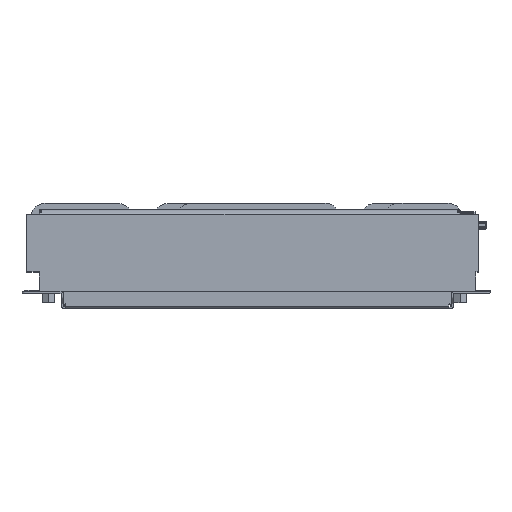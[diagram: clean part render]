
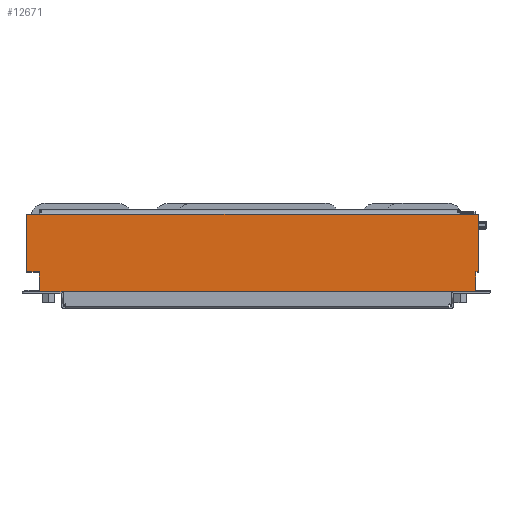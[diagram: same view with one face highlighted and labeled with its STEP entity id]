
A CAD part, top view. The second image highlights one B-rep face of the part: STEP entity #12671.
In plain terms, the highlighted planar face has unit normal (0, 0, 1).
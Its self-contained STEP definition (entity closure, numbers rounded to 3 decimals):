
#1565=FACE_OUTER_BOUND('',#2285,.T.);
#2285=EDGE_LOOP('',(#11020,#11021,#11022,#11023,#11024,#11025,#11026,#11027,
#11028,#11029));
#3125=LINE('',#17747,#3947);
#3145=LINE('',#17790,#3967);
#3221=LINE('',#18014,#4043);
#3579=LINE('',#25759,#4401);
#3581=LINE('',#25765,#4403);
#3584=LINE('',#25771,#4406);
#3587=LINE('',#25777,#4409);
#3590=LINE('',#25782,#4412);
#3592=LINE('',#25785,#4414);
#3595=LINE('',#25789,#4417);
#3947=VECTOR('',#14331,636.6);
#3967=VECTOR('',#14357,35.5);
#4043=VECTOR('',#14567,35.1);
#4401=VECTOR('',#16717,4.2);
#4403=VECTOR('',#16721,20.5);
#4406=VECTOR('',#16726,93.);
#4409=VECTOR('',#16731,731.9);
#4412=VECTOR('',#16736,93.);
#4414=VECTOR('',#16740,32.1);
#4417=VECTOR('',#16745,32.1);
#4776=VERTEX_POINT('',#17744);
#4777=VERTEX_POINT('',#17746);
#4797=VERTEX_POINT('',#17788);
#4878=VERTEX_POINT('',#18013);
#5762=VERTEX_POINT('',#25752);
#5765=VERTEX_POINT('',#25757);
#5766=VERTEX_POINT('',#25761);
#5768=VERTEX_POINT('',#25764);
#5770=VERTEX_POINT('',#25770);
#5772=VERTEX_POINT('',#25776);
#6108=EDGE_CURVE('',#4777,#4776,#3125,.T.);
#6130=EDGE_CURVE('',#4797,#4776,#3145,.T.);
#6243=EDGE_CURVE('',#4777,#4878,#3221,.T.);
#7569=EDGE_CURVE('',#5762,#5765,#3579,.T.);
#7571=EDGE_CURVE('',#5768,#5766,#3581,.T.);
#7574=EDGE_CURVE('',#5765,#5770,#3584,.T.);
#7577=EDGE_CURVE('',#5770,#5772,#3587,.T.);
#7580=EDGE_CURVE('',#5772,#5768,#3590,.T.);
#7582=EDGE_CURVE('',#5766,#4878,#3592,.T.);
#7585=EDGE_CURVE('',#4797,#5762,#3595,.T.);
#11020=ORIENTED_EDGE('',*,*,#7585,.T.);
#11021=ORIENTED_EDGE('',*,*,#7569,.T.);
#11022=ORIENTED_EDGE('',*,*,#7574,.T.);
#11023=ORIENTED_EDGE('',*,*,#7577,.T.);
#11024=ORIENTED_EDGE('',*,*,#7580,.T.);
#11025=ORIENTED_EDGE('',*,*,#7571,.T.);
#11026=ORIENTED_EDGE('',*,*,#7582,.T.);
#11027=ORIENTED_EDGE('',*,*,#6243,.F.);
#11028=ORIENTED_EDGE('',*,*,#6108,.T.);
#11029=ORIENTED_EDGE('',*,*,#6130,.F.);
#12043=PLANE('',#13861);
#12671=ADVANCED_FACE('',(#1565),#12043,.T.);
#13861=AXIS2_PLACEMENT_3D('',#25790,#16746,#16747);
#14331=DIRECTION('',(1.,0.,0.));
#14357=DIRECTION('',(-1.,0.,0.));
#14567=DIRECTION('',(-1.,0.,0.));
#16717=DIRECTION('',(1.,0.,0.));
#16721=DIRECTION('',(1.,0.,0.));
#16726=DIRECTION('',(0.,1.,0.));
#16731=DIRECTION('',(-1.,0.,0.));
#16736=DIRECTION('',(0.,-1.,0.));
#16740=DIRECTION('',(0.,-1.,0.));
#16745=DIRECTION('',(0.,1.,0.));
#16746=DIRECTION('center_axis',(0.,0.,1.));
#16747=DIRECTION('ref_axis',(1.,0.,0.));
#17744=CARTESIAN_POINT('',(1090.748,-107.542,237.361));
#17746=CARTESIAN_POINT('',(454.148,-107.542,237.361));
#17747=CARTESIAN_POINT('',(419.048,-107.542,237.361));
#17788=CARTESIAN_POINT('',(1126.248,-107.542,237.361));
#17790=CARTESIAN_POINT('',(960.798,-107.542,237.361));
#18013=CARTESIAN_POINT('',(419.048,-107.542,237.361));
#18014=CARTESIAN_POINT('',(613.398,-107.542,237.361));
#25752=CARTESIAN_POINT('',(1126.248,-75.442,237.361));
#25757=CARTESIAN_POINT('',(1130.448,-75.442,237.361));
#25759=CARTESIAN_POINT('',(398.548,-75.442,237.361));
#25761=CARTESIAN_POINT('',(419.048,-75.442,237.361));
#25764=CARTESIAN_POINT('',(398.548,-75.442,237.361));
#25765=CARTESIAN_POINT('',(398.548,-75.442,237.361));
#25770=CARTESIAN_POINT('',(1130.448,17.558,237.361));
#25771=CARTESIAN_POINT('',(1130.448,-75.442,237.361));
#25776=CARTESIAN_POINT('',(398.548,17.558,237.361));
#25777=CARTESIAN_POINT('',(1130.448,17.558,237.361));
#25782=CARTESIAN_POINT('',(398.548,17.558,237.361));
#25785=CARTESIAN_POINT('',(419.048,-75.442,237.361));
#25789=CARTESIAN_POINT('',(1126.248,-107.542,237.361));
#25790=CARTESIAN_POINT('Origin',(772.648,-91.492,237.361));
